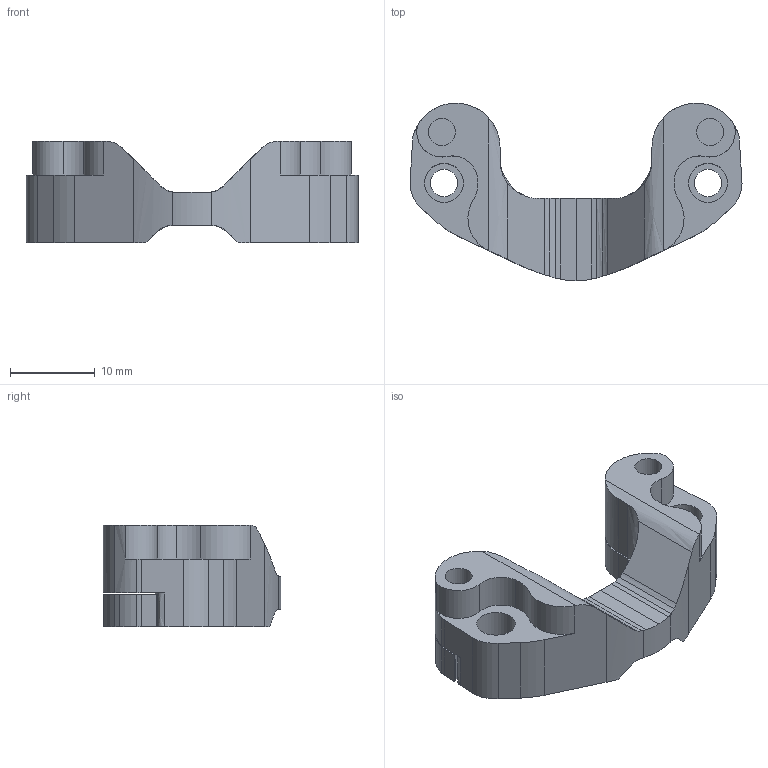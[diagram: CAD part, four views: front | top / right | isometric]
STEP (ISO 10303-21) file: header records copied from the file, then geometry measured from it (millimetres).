
FILE_DESCRIPTION(/* description */ (''),/* implementation_level */ '2;1');
FILE_NAME(/* name */ 'Component6.step',/* time_stamp */ '2024-10-29T08:04:48+01:00',/* author */ (''),/* organization */ (''),/* preprocessor_version */ 'ST-DEVELOPER v20',/* originating_system */ 'Autodesk Translation Framework v13.20.0.188',/* authorisation */ '');
FILE_SCHEMA (('AUTOMOTIVE_DESIGN { 1 0 10303 214 3 1 1 }'));
Length unit declared in the file: millimetre
Products named in the file (1): FusionComponent
Bounding box: 39.09 x 20.91 x 12 mm (x, y, z)
Volume: 3751.7 mm3; surface area: 2839 mm2
Topology: 3 solids, 3 shells, 123 faces, 340 edges, 226 vertices
Faces by surface type: plane 51, cylinder 46, bspline 26
Full cylindrical faces by diameter (mm): 3.2 x4, 4 x1, 4.6 x2
Entity records: 4309 total; most frequent: CARTESIAN_POINT 1176, ORIENTED_EDGE 680, DIRECTION 610, EDGE_CURVE 340, VERTEX_POINT 226, AXIS2_PLACEMENT_3D 220, LINE 170, VECTOR 170
